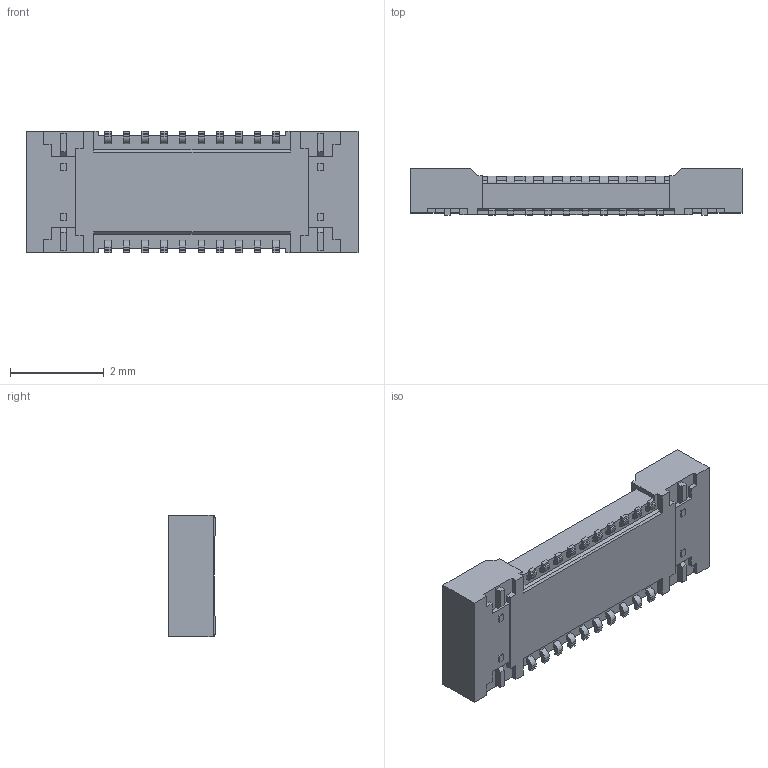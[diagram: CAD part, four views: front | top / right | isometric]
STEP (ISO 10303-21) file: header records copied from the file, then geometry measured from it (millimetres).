
FILE_DESCRIPTION (( 'STEP AP214' ), '1' );
FILE_NAME ('Molex_SlimStack_Receptacle_2x10_Pitch0.4mm_502426-2010.step', '2018-01-23T15:13:05', ( '' ), ( '' ), 'SwSTEP 2.0', 'SolidWorks 2018', '' );
FILE_SCHEMA (( 'AUTOMOTIVE_DESIGN' ));
Length unit declared in the file: millimetre
Products named in the file (1): Molex_SlimStack_Receptacle_2x10_Pitch0.4mm_502426-2010
Bounding box: 7.1 x 1 x 2.6 mm (x, y, z)
Volume: 10.4 mm3; surface area: 78.1 mm2
Topology: 1 solids, 1 shells, 752 faces, 2026 edges, 1304 vertices
Faces by surface type: plane 566, cylinder 182, cone 4
Entity records: 31667 total; most frequent: CARTESIAN_POINT 4188, ORIENTED_EDGE 4052, DIRECTION 3867, EDGE_CURVE 2026, LINE 1633, VECTOR 1633, VERTEX_POINT 1304, AXIS2_PLACEMENT_3D 1117
